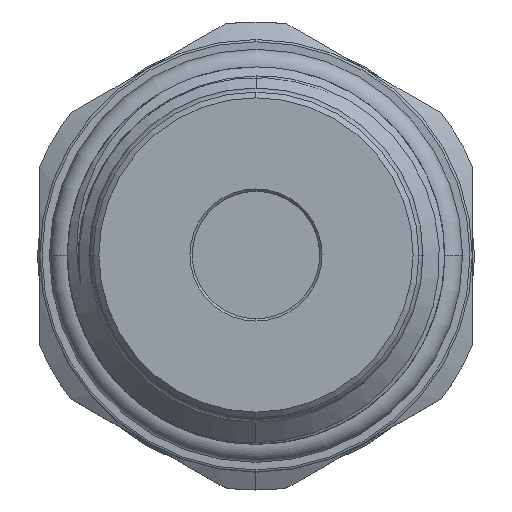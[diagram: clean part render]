
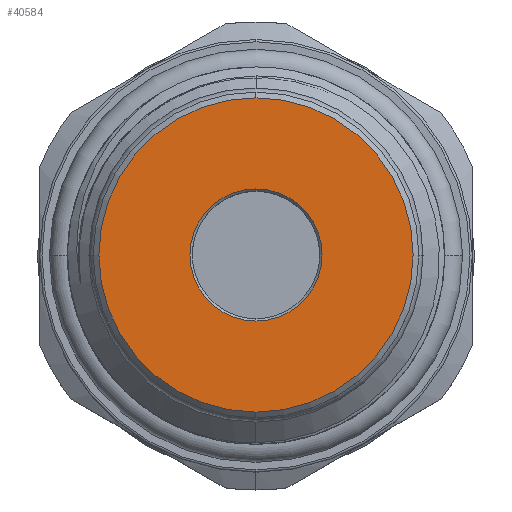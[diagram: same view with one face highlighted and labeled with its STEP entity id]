
A CAD part, top view. The second image highlights one B-rep face of the part: STEP entity #40584.
In plain terms, the highlighted planar face has unit normal (0, 0, 1).
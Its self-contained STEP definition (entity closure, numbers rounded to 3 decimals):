
#12 = DIRECTION ( 'NONE',  ( 0., 0., 1. ) ) ;
#230 = DIRECTION ( 'NONE',  ( 0., 0., 1. ) ) ;
#453 = EDGE_LOOP ( 'NONE', ( #16826, #27842 ) ) ;
#1013 = AXIS2_PLACEMENT_3D ( 'NONE', #9855, #12, #10285 ) ;
#4164 = DIRECTION ( 'NONE',  ( 0., 0., 1. ) ) ;
#5804 = CIRCLE ( 'NONE', #37599, 5.8 ) ;
#6769 = EDGE_CURVE ( 'NONE', #14992, #27838, #36524, .T. ) ;
#7672 = DIRECTION ( 'NONE',  ( 0., 1., 0. ) ) ;
#9148 = CARTESIAN_POINT ( 'NONE',  ( 0., 13.8, 5. ) ) ;
#9855 = CARTESIAN_POINT ( 'NONE',  ( 0., 0., 5. ) ) ;
#10141 = PLANE ( 'NONE',  #1013 ) ;
#10285 = DIRECTION ( 'NONE',  ( 0., 1., 0. ) ) ;
#14742 = CARTESIAN_POINT ( 'NONE',  ( 0., -13.8, 5. ) ) ;
#14909 = DIRECTION ( 'NONE',  ( 0., 1., 0. ) ) ;
#14992 = VERTEX_POINT ( 'NONE', #14742 ) ;
#15883 = EDGE_LOOP ( 'NONE', ( #38010, #30493 ) ) ;
#16370 = AXIS2_PLACEMENT_3D ( 'NONE', #22207, #230, #19381 ) ;
#16601 = VERTEX_POINT ( 'NONE', #21293 ) ;
#16826 = ORIENTED_EDGE ( 'NONE', *, *, #29391, .T. ) ;
#17064 = CARTESIAN_POINT ( 'NONE',  ( 0., 0., 5. ) ) ;
#18429 = CIRCLE ( 'NONE', #37238, 5.8 ) ;
#19381 = DIRECTION ( 'NONE',  ( 0., 1., 0. ) ) ;
#20422 = DIRECTION ( 'NONE',  ( 0., 1., 0. ) ) ;
#20958 = CARTESIAN_POINT ( 'NONE',  ( 0., 0., 5. ) ) ;
#21293 = CARTESIAN_POINT ( 'NONE',  ( 0., 5.8, 5. ) ) ;
#22207 = CARTESIAN_POINT ( 'NONE',  ( 0., 0., 5. ) ) ;
#22512 = VERTEX_POINT ( 'NONE', #40486 ) ;
#25428 = AXIS2_PLACEMENT_3D ( 'NONE', #39557, #4164, #7672 ) ;
#27838 = VERTEX_POINT ( 'NONE', #9148 ) ;
#27842 = ORIENTED_EDGE ( 'NONE', *, *, #35108, .T. ) ;
#29391 = EDGE_CURVE ( 'NONE', #16601, #22512, #18429, .T. ) ;
#29414 = CIRCLE ( 'NONE', #16370, 13.8 ) ;
#30362 = FACE_OUTER_BOUND ( 'NONE', #15883, .T. ) ;
#30493 = ORIENTED_EDGE ( 'NONE', *, *, #38967, .T. ) ;
#34213 = DIRECTION ( 'NONE',  ( 0., 0., -1. ) ) ;
#35108 = EDGE_CURVE ( 'NONE', #22512, #16601, #5804, .T. ) ;
#35890 = FACE_BOUND ( 'NONE', #453, .T. ) ;
#36524 = CIRCLE ( 'NONE', #25428, 13.8 ) ;
#36760 = DIRECTION ( 'NONE',  ( 0., 0., -1. ) ) ;
#37238 = AXIS2_PLACEMENT_3D ( 'NONE', #20958, #34213, #14909 ) ;
#37599 = AXIS2_PLACEMENT_3D ( 'NONE', #17064, #36760, #20422 ) ;
#38010 = ORIENTED_EDGE ( 'NONE', *, *, #6769, .T. ) ;
#38967 = EDGE_CURVE ( 'NONE', #27838, #14992, #29414, .T. ) ;
#39557 = CARTESIAN_POINT ( 'NONE',  ( 0., 0., 5. ) ) ;
#40486 = CARTESIAN_POINT ( 'NONE',  ( 0., -5.8, 5. ) ) ;
#40584 = ADVANCED_FACE ( 'NONE', ( #35890, #30362 ), #10141, .T. ) ;
